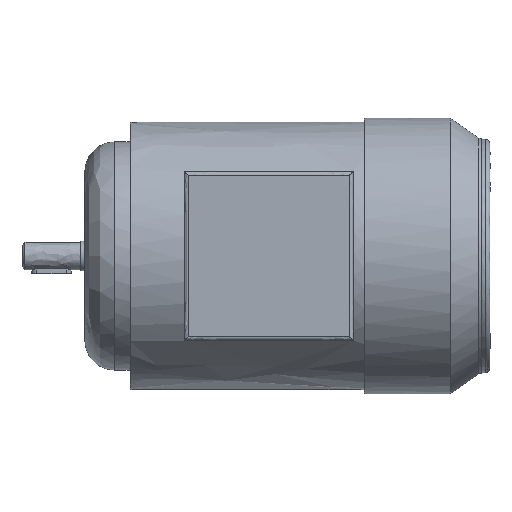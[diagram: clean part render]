
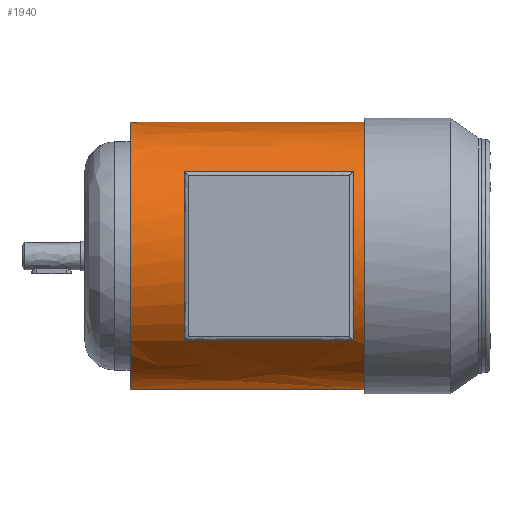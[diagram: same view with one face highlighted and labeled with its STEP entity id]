
A CAD part, front view. The second image highlights one B-rep face of the part: STEP entity #1940.
In plain terms, the highlighted free-form (B-spline) face has degree [3, 1] with [4, 2] control points.
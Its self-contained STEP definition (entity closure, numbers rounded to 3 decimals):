
#1940 = ADVANCED_FACE('',(#1941,#2012),#1954,.T.);
#1941 = FACE_BOUND('',#1942,.T.);
#1942 = EDGE_LOOP('',(#1943,#1968,#1984,#1998));
#1943 = ORIENTED_EDGE('',*,*,#1944,.T.);
#1944 = EDGE_CURVE('',#1945,#1947,#1949,.T.);
#1945 = VERTEX_POINT('',#1946);
#1946 = CARTESIAN_POINT('',(25.,0.,-68.));
#1947 = VERTEX_POINT('',#1948);
#1948 = CARTESIAN_POINT('',(144.,0.,-68.));
#1949 = SURFACE_CURVE('',#1950,(#1953),.PCURVE_S1.);
#1950 = B_SPLINE_CURVE_WITH_KNOTS('',1,(#1951,#1952),.UNSPECIFIED.,.F.,
  .F.,(2,2),(-0.492,-0.373),.PIECEWISE_BEZIER_KNOTS.);
#1951 = CARTESIAN_POINT('',(25.,0.,-68.));
#1952 = CARTESIAN_POINT('',(144.,0.,-68.));
#1953 = PCURVE('',#1954,#1963);
#1954 = ( BOUNDED_SURFACE() B_SPLINE_SURFACE(3,1,(
    (#1955,#1956)
    ,(#1957,#1958)
    ,(#1959,#1960)
    ,(#1961,#1962
)),.UNSPECIFIED.,.F.,.F.,.F.) B_SPLINE_SURFACE_WITH_KNOTS((4,4),(2,2),(
    0.,1.),(0.,1.),.PIECEWISE_BEZIER_KNOTS.) 
GEOMETRIC_REPRESENTATION_ITEM() RATIONAL_B_SPLINE_SURFACE((
    (1.,1.)
    ,(0.333,0.333)
    ,(0.333,0.333)
,(1.,1.))) REPRESENTATION_ITEM('') SURFACE() );
#1955 = CARTESIAN_POINT('',(144.,0.,-68.));
#1956 = CARTESIAN_POINT('',(25.,0.,-68.));
#1957 = CARTESIAN_POINT('',(144.,-136.,-68.));
#1958 = CARTESIAN_POINT('',(25.,-136.,-68.));
#1959 = CARTESIAN_POINT('',(144.,-136.,68.));
#1960 = CARTESIAN_POINT('',(25.,-136.,68.));
#1961 = CARTESIAN_POINT('',(144.,0.,68.));
#1962 = CARTESIAN_POINT('',(25.,0.,68.));
#1963 = DEFINITIONAL_REPRESENTATION('',(#1964),#1967);
#1964 = B_SPLINE_CURVE_WITH_KNOTS('',1,(#1965,#1966),.UNSPECIFIED.,.F.,
  .F.,(2,2),(-0.492,-0.373),.PIECEWISE_BEZIER_KNOTS.);
#1965 = CARTESIAN_POINT('',(0.,1.));
#1966 = CARTESIAN_POINT('',(0.,0.));
#1967 = ( GEOMETRIC_REPRESENTATION_CONTEXT(2) 
PARAMETRIC_REPRESENTATION_CONTEXT() REPRESENTATION_CONTEXT('2D SPACE',''
  ) );
#1968 = ORIENTED_EDGE('',*,*,#1969,.T.);
#1969 = EDGE_CURVE('',#1947,#1970,#1972,.T.);
#1970 = VERTEX_POINT('',#1971);
#1971 = CARTESIAN_POINT('',(144.,0.,68.));
#1972 = SURFACE_CURVE('',#1973,(#1978),.PCURVE_S1.);
#1973 = ( BOUNDED_CURVE() B_SPLINE_CURVE(3,(#1974,#1975,#1976,#1977),
.UNSPECIFIED.,.F.,.F.) B_SPLINE_CURVE_WITH_KNOTS((4,4),(3.142,
6.283),.PIECEWISE_BEZIER_KNOTS.) CURVE() 
GEOMETRIC_REPRESENTATION_ITEM() RATIONAL_B_SPLINE_CURVE((1.,
0.333,0.333,1.)) REPRESENTATION_ITEM('') );
#1974 = CARTESIAN_POINT('',(144.,0.,-68.));
#1975 = CARTESIAN_POINT('',(144.,-136.,-68.));
#1976 = CARTESIAN_POINT('',(144.,-136.,68.));
#1977 = CARTESIAN_POINT('',(144.,0.,68.));
#1978 = PCURVE('',#1954,#1979);
#1979 = DEFINITIONAL_REPRESENTATION('',(#1980),#1983);
#1980 = B_SPLINE_CURVE_WITH_KNOTS('',1,(#1981,#1982),.UNSPECIFIED.,.F.,
  .F.,(2,2),(3.142,6.283),.PIECEWISE_BEZIER_KNOTS.);
#1981 = CARTESIAN_POINT('',(0.,0.));
#1982 = CARTESIAN_POINT('',(1.,0.));
#1983 = ( GEOMETRIC_REPRESENTATION_CONTEXT(2) 
PARAMETRIC_REPRESENTATION_CONTEXT() REPRESENTATION_CONTEXT('2D SPACE',''
  ) );
#1984 = ORIENTED_EDGE('',*,*,#1985,.T.);
#1985 = EDGE_CURVE('',#1970,#1986,#1988,.T.);
#1986 = VERTEX_POINT('',#1987);
#1987 = CARTESIAN_POINT('',(25.,0.,68.));
#1988 = SURFACE_CURVE('',#1989,(#1992),.PCURVE_S1.);
#1989 = B_SPLINE_CURVE_WITH_KNOTS('',1,(#1990,#1991),.UNSPECIFIED.,.F.,
  .F.,(2,2),(0.373,0.492),.PIECEWISE_BEZIER_KNOTS.);
#1990 = CARTESIAN_POINT('',(144.,0.,68.));
#1991 = CARTESIAN_POINT('',(25.,0.,68.));
#1992 = PCURVE('',#1954,#1993);
#1993 = DEFINITIONAL_REPRESENTATION('',(#1994),#1997);
#1994 = B_SPLINE_CURVE_WITH_KNOTS('',1,(#1995,#1996),.UNSPECIFIED.,.F.,
  .F.,(2,2),(0.373,0.492),.PIECEWISE_BEZIER_KNOTS.);
#1995 = CARTESIAN_POINT('',(1.,0.));
#1996 = CARTESIAN_POINT('',(1.,1.));
#1997 = ( GEOMETRIC_REPRESENTATION_CONTEXT(2) 
PARAMETRIC_REPRESENTATION_CONTEXT() REPRESENTATION_CONTEXT('2D SPACE',''
  ) );
#1998 = ORIENTED_EDGE('',*,*,#1999,.T.);
#1999 = EDGE_CURVE('',#1986,#1945,#2000,.T.);
#2000 = SURFACE_CURVE('',#2001,(#2006),.PCURVE_S1.);
#2001 = ( BOUNDED_CURVE() B_SPLINE_CURVE(3,(#2002,#2003,#2004,#2005),
.UNSPECIFIED.,.F.,.F.) B_SPLINE_CURVE_WITH_KNOTS((4,4),(-6.283,
-3.142),.PIECEWISE_BEZIER_KNOTS.) CURVE() 
GEOMETRIC_REPRESENTATION_ITEM() RATIONAL_B_SPLINE_CURVE((1.,
0.333,0.333,1.)) REPRESENTATION_ITEM('') );
#2002 = CARTESIAN_POINT('',(25.,0.,68.));
#2003 = CARTESIAN_POINT('',(25.,-136.,68.));
#2004 = CARTESIAN_POINT('',(25.,-136.,-68.));
#2005 = CARTESIAN_POINT('',(25.,0.,-68.));
#2006 = PCURVE('',#1954,#2007);
#2007 = DEFINITIONAL_REPRESENTATION('',(#2008),#2011);
#2008 = B_SPLINE_CURVE_WITH_KNOTS('',1,(#2009,#2010),.UNSPECIFIED.,.F.,
  .F.,(2,2),(-6.283,-3.142),.PIECEWISE_BEZIER_KNOTS.);
#2009 = CARTESIAN_POINT('',(1.,1.));
#2010 = CARTESIAN_POINT('',(0.,1.));
#2011 = ( GEOMETRIC_REPRESENTATION_CONTEXT(2) 
PARAMETRIC_REPRESENTATION_CONTEXT() REPRESENTATION_CONTEXT('2D SPACE',''
  ) );
#2012 = FACE_BOUND('',#2013,.T.);
#2013 = EDGE_LOOP('',(#2014,#2032,#2046,#2062));
#2014 = ORIENTED_EDGE('',*,*,#2015,.T.);
#2015 = EDGE_CURVE('',#2016,#2018,#2020,.T.);
#2016 = VERTEX_POINT('',#2017);
#2017 = CARTESIAN_POINT('',(52.5,-52.678,-43.));
#2018 = VERTEX_POINT('',#2019);
#2019 = CARTESIAN_POINT('',(52.5,-52.678,43.));
#2020 = SURFACE_CURVE('',#2021,(#2026),.PCURVE_S1.);
#2021 = ( BOUNDED_CURVE() B_SPLINE_CURVE(3,(#2022,#2023,#2024,#2025),
.UNSPECIFIED.,.F.,.F.) B_SPLINE_CURVE_WITH_KNOTS((4,4),(-5.397,
-4.028),.PIECEWISE_BEZIER_KNOTS.) CURVE() 
GEOMETRIC_REPRESENTATION_ITEM() RATIONAL_B_SPLINE_CURVE((1.,
0.85,0.85,1.)) REPRESENTATION_ITEM('') );
#2022 = CARTESIAN_POINT('',(52.5,-52.678,-43.));
#2023 = CARTESIAN_POINT('',(52.5,-74.01,-16.867));
#2024 = CARTESIAN_POINT('',(52.5,-74.01,16.867));
#2025 = CARTESIAN_POINT('',(52.5,-52.678,43.));
#2026 = PCURVE('',#1954,#2027);
#2027 = DEFINITIONAL_REPRESENTATION('',(#2028),#2031);
#2028 = B_SPLINE_CURVE_WITH_KNOTS('',1,(#2029,#2030),.UNSPECIFIED.,.F.,
  .F.,(2,2),(-5.397,-4.028),.PIECEWISE_BEZIER_KNOTS.);
#2029 = CARTESIAN_POINT('',(0.322,0.769));
#2030 = CARTESIAN_POINT('',(0.678,0.769));
#2031 = ( GEOMETRIC_REPRESENTATION_CONTEXT(2) 
PARAMETRIC_REPRESENTATION_CONTEXT() REPRESENTATION_CONTEXT('2D SPACE',''
  ) );
#2032 = ORIENTED_EDGE('',*,*,#2033,.T.);
#2033 = EDGE_CURVE('',#2018,#2034,#2036,.T.);
#2034 = VERTEX_POINT('',#2035);
#2035 = CARTESIAN_POINT('',(138.5,-52.678,43.));
#2036 = SURFACE_CURVE('',#2037,(#2040),.PCURVE_S1.);
#2037 = B_SPLINE_CURVE_WITH_KNOTS('',1,(#2038,#2039),.UNSPECIFIED.,.F.,
  .F.,(2,2),(-0.465,-0.379),.PIECEWISE_BEZIER_KNOTS.);
#2038 = CARTESIAN_POINT('',(52.5,-52.678,43.));
#2039 = CARTESIAN_POINT('',(138.5,-52.678,43.));
#2040 = PCURVE('',#1954,#2041);
#2041 = DEFINITIONAL_REPRESENTATION('',(#2042),#2045);
#2042 = B_SPLINE_CURVE_WITH_KNOTS('',1,(#2043,#2044),.UNSPECIFIED.,.F.,
  .F.,(2,2),(-0.465,-0.379),.PIECEWISE_BEZIER_KNOTS.);
#2043 = CARTESIAN_POINT('',(0.678,0.769));
#2044 = CARTESIAN_POINT('',(0.678,0.046));
#2045 = ( GEOMETRIC_REPRESENTATION_CONTEXT(2) 
PARAMETRIC_REPRESENTATION_CONTEXT() REPRESENTATION_CONTEXT('2D SPACE',''
  ) );
#2046 = ORIENTED_EDGE('',*,*,#2047,.T.);
#2047 = EDGE_CURVE('',#2034,#2048,#2050,.T.);
#2048 = VERTEX_POINT('',#2049);
#2049 = CARTESIAN_POINT('',(138.5,-52.678,-43.));
#2050 = SURFACE_CURVE('',#2051,(#2056),.PCURVE_S1.);
#2051 = ( BOUNDED_CURVE() B_SPLINE_CURVE(3,(#2052,#2053,#2054,#2055),
.UNSPECIFIED.,.F.,.F.) B_SPLINE_CURVE_WITH_KNOTS((4,4),(-5.397,
-4.028),.PIECEWISE_BEZIER_KNOTS.) CURVE() 
GEOMETRIC_REPRESENTATION_ITEM() RATIONAL_B_SPLINE_CURVE((1.,
0.85,0.85,1.)) REPRESENTATION_ITEM('') );
#2052 = CARTESIAN_POINT('',(138.5,-52.678,43.));
#2053 = CARTESIAN_POINT('',(138.5,-74.01,16.867));
#2054 = CARTESIAN_POINT('',(138.5,-74.01,-16.867));
#2055 = CARTESIAN_POINT('',(138.5,-52.678,-43.));
#2056 = PCURVE('',#1954,#2057);
#2057 = DEFINITIONAL_REPRESENTATION('',(#2058),#2061);
#2058 = B_SPLINE_CURVE_WITH_KNOTS('',1,(#2059,#2060),.UNSPECIFIED.,.F.,
  .F.,(2,2),(-5.397,-4.028),.PIECEWISE_BEZIER_KNOTS.);
#2059 = CARTESIAN_POINT('',(0.678,0.046));
#2060 = CARTESIAN_POINT('',(0.322,0.046));
#2061 = ( GEOMETRIC_REPRESENTATION_CONTEXT(2) 
PARAMETRIC_REPRESENTATION_CONTEXT() REPRESENTATION_CONTEXT('2D SPACE',''
  ) );
#2062 = ORIENTED_EDGE('',*,*,#2063,.T.);
#2063 = EDGE_CURVE('',#2048,#2016,#2064,.T.);
#2064 = SURFACE_CURVE('',#2065,(#2068),.PCURVE_S1.);
#2065 = B_SPLINE_CURVE_WITH_KNOTS('',1,(#2066,#2067),.UNSPECIFIED.,.F.,
  .F.,(2,2),(0.379,0.465),.PIECEWISE_BEZIER_KNOTS.);
#2066 = CARTESIAN_POINT('',(138.5,-52.678,-43.));
#2067 = CARTESIAN_POINT('',(52.5,-52.678,-43.));
#2068 = PCURVE('',#1954,#2069);
#2069 = DEFINITIONAL_REPRESENTATION('',(#2070),#2073);
#2070 = B_SPLINE_CURVE_WITH_KNOTS('',1,(#2071,#2072),.UNSPECIFIED.,.F.,
  .F.,(2,2),(0.379,0.465),.PIECEWISE_BEZIER_KNOTS.);
#2071 = CARTESIAN_POINT('',(0.322,0.046));
#2072 = CARTESIAN_POINT('',(0.322,0.769));
#2073 = ( GEOMETRIC_REPRESENTATION_CONTEXT(2) 
PARAMETRIC_REPRESENTATION_CONTEXT() REPRESENTATION_CONTEXT('2D SPACE',''
  ) );
